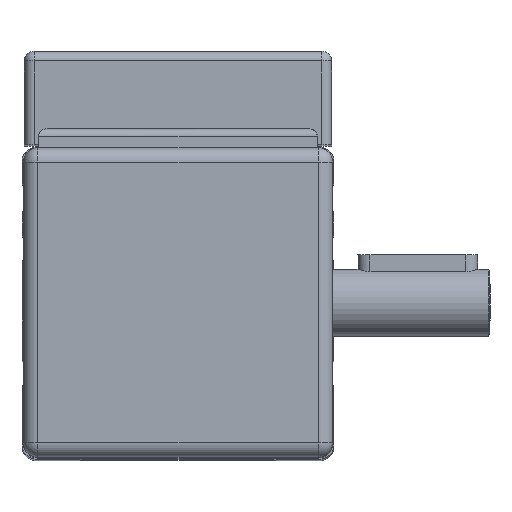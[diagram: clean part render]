
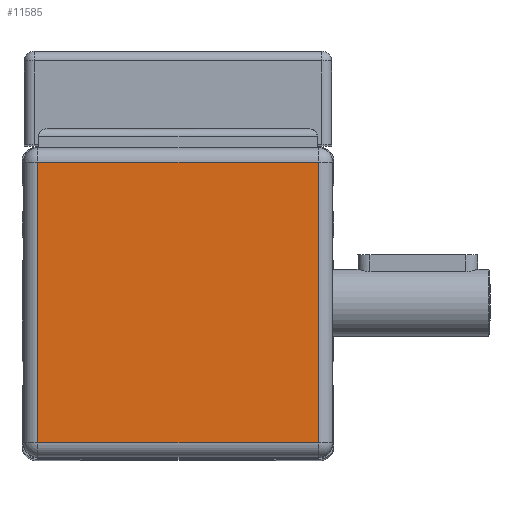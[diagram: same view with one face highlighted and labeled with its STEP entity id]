
A CAD part, top view. The second image highlights one B-rep face of the part: STEP entity #11585.
In plain terms, the highlighted face is planar.
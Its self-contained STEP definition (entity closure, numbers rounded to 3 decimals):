
#11293=CARTESIAN_POINT('',(-25.365,48.318,-85.));
#11294=VERTEX_POINT('',#11293);
#11302=CARTESIAN_POINT('',(-25.365,-10.182,-85.));
#11303=VERTEX_POINT('',#11302);
#11304=CARTESIAN_POINT('',(-25.365,48.318,-85.));
#11305=DIRECTION('',(0.0,-1.0,0.0));
#11306=VECTOR('',#11305,58.5);
#11307=LINE('',#11304,#11306);
#11308=EDGE_CURVE('',#11294,#11303,#11307,.T.);
#11542=CARTESIAN_POINT('',(33.135,-10.182,-85.));
#11543=VERTEX_POINT('',#11542);
#11544=CARTESIAN_POINT('',(33.135,-10.182,-85.));
#11545=DIRECTION('',(-1.0,0.0,0.0));
#11546=VECTOR('',#11545,58.5);
#11547=LINE('',#11544,#11546);
#11548=EDGE_CURVE('',#11543,#11303,#11547,.T.);
#11562=CARTESIAN_POINT('',(3.885,19.068,-85.));
#11563=DIRECTION('',(0.0,0.0,-1.0));
#11564=DIRECTION('',(-1.0,0.0,0.0));
#11565=AXIS2_PLACEMENT_3D('',#11562,#11563,#11564);
#11566=PLANE('',#11565);
#11567=CARTESIAN_POINT('',(33.135,48.318,-85.));
#11568=VERTEX_POINT('',#11567);
#11569=CARTESIAN_POINT('',(33.135,48.318,-85.));
#11570=DIRECTION('',(-1.0,0.0,0.0));
#11571=VECTOR('',#11570,58.5);
#11572=LINE('',#11569,#11571);
#11573=EDGE_CURVE('',#11568,#11294,#11572,.T.);
#11574=ORIENTED_EDGE('',*,*,#11573,.F.);
#11575=CARTESIAN_POINT('',(33.135,-10.182,-85.));
#11576=DIRECTION('',(0.0,1.0,0.0));
#11577=VECTOR('',#11576,58.5);
#11578=LINE('',#11575,#11577);
#11579=EDGE_CURVE('',#11543,#11568,#11578,.T.);
#11580=ORIENTED_EDGE('',*,*,#11579,.F.);
#11581=ORIENTED_EDGE('',*,*,#11548,.T.);
#11582=ORIENTED_EDGE('',*,*,#11308,.F.);
#11583=EDGE_LOOP('',(#11574,#11580,#11581,#11582));
#11584=FACE_OUTER_BOUND('',#11583,.T.);
#11585=ADVANCED_FACE('',(#11584),#11566,.T.);
